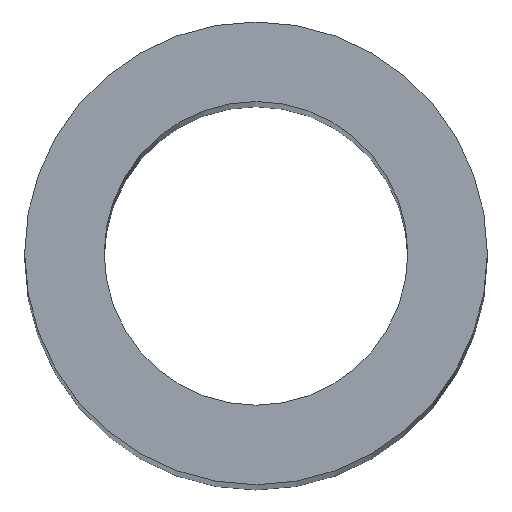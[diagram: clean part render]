
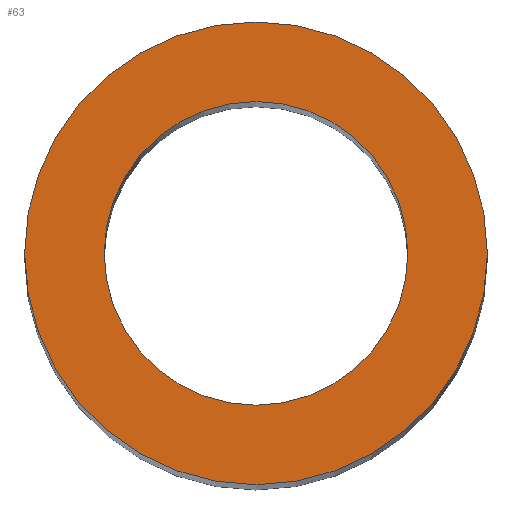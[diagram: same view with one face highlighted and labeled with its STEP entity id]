
A CAD part, top view. The second image highlights one B-rep face of the part: STEP entity #63.
In plain terms, the highlighted planar face has unit normal (0, 0, 1).
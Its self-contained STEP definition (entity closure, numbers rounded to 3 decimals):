
#15=FACE_BOUND('',#26,.T.);
#17=PLANE('',#88);
#21=FACE_OUTER_BOUND('',#25,.T.);
#25=EDGE_LOOP('',(#55));
#26=EDGE_LOOP('',(#56));
#33=CIRCLE('',#83,5.25);
#35=CIRCLE('',#86,8.);
#37=VERTEX_POINT('',#112);
#39=VERTEX_POINT('',#118);
#41=EDGE_CURVE('',#37,#37,#33,.T.);
#44=EDGE_CURVE('',#39,#39,#35,.T.);
#55=ORIENTED_EDGE('',*,*,#44,.T.);
#56=ORIENTED_EDGE('',*,*,#41,.T.);
#63=ADVANCED_FACE('',(#21,#15),#17,.T.);
#83=AXIS2_PLACEMENT_3D('',#113,#94,#95);
#86=AXIS2_PLACEMENT_3D('',#119,#101,#102);
#88=AXIS2_PLACEMENT_3D('',#123,#106,#107);
#94=DIRECTION('center_axis',(0.,0.,-1.));
#95=DIRECTION('ref_axis',(-1.,0.,0.));
#101=DIRECTION('center_axis',(0.,0.,1.));
#102=DIRECTION('ref_axis',(1.,0.,0.));
#106=DIRECTION('center_axis',(0.,0.,1.));
#107=DIRECTION('ref_axis',(1.,0.,0.));
#112=CARTESIAN_POINT('',(5.25,0.,104.8));
#113=CARTESIAN_POINT('Origin',(0.,0.,104.8));
#118=CARTESIAN_POINT('',(-8.,0.,104.8));
#119=CARTESIAN_POINT('Origin',(0.,0.,104.8));
#123=CARTESIAN_POINT('Origin',(0.,0.,104.8));
